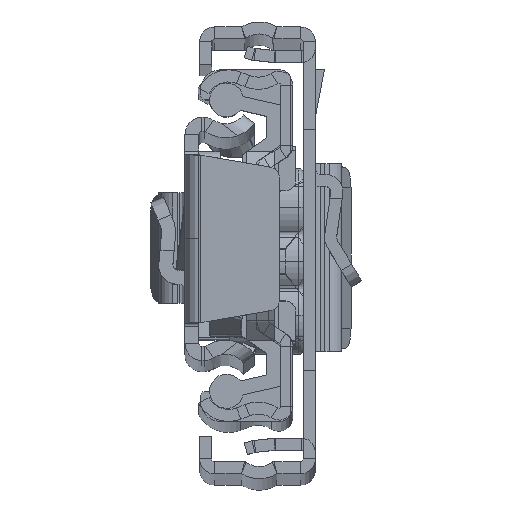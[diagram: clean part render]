
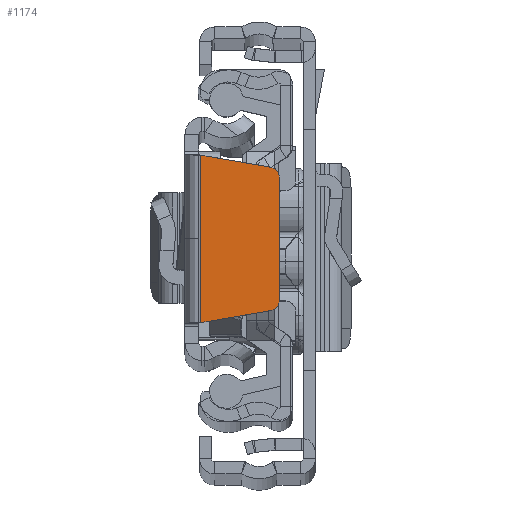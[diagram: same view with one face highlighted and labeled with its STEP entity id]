
A CAD part, top view. The second image highlights one B-rep face of the part: STEP entity #1174.
In plain terms, the highlighted planar face has unit normal (0, 0, 1).
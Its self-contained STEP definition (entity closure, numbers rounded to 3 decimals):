
#96 = EDGE_CURVE ( 'NONE', #6872, #4707, #10525, .T. ) ;
#453 = ORIENTED_EDGE ( 'NONE', *, *, #1748, .T. ) ;
#590 = CARTESIAN_POINT ( 'NONE',  ( 8.568, -7.142, 0. ) ) ;
#720 = ORIENTED_EDGE ( 'NONE', *, *, #4323, .T. ) ;
#1065 = ORIENTED_EDGE ( 'NONE', *, *, #7432, .T. ) ;
#1174 = ADVANCED_FACE ( 'NONE', ( #12970 ), #16234, .F. ) ;
#1471 = ORIENTED_EDGE ( 'NONE', *, *, #96, .T. ) ;
#1537 = CARTESIAN_POINT ( 'NONE',  ( 8.568, 7.142, 0. ) ) ;
#1748 = EDGE_CURVE ( 'NONE', #6926, #18362, #15664, .T. ) ;
#2225 = ORIENTED_EDGE ( 'NONE', *, *, #13826, .T. ) ;
#2323 = VECTOR ( 'NONE', #5676, 1000. ) ;
#2516 = DIRECTION ( 'NONE',  ( 1., 0., 0. ) ) ;
#2904 = CARTESIAN_POINT ( 'NONE',  ( 1.6, 8.333, 0. ) ) ;
#4108 = DIRECTION ( 'NONE',  ( 0., 1., 0. ) ) ;
#4167 = DIRECTION ( 'NONE',  ( 0., 0., -1. ) ) ;
#4323 = EDGE_CURVE ( 'NONE', #18362, #7222, #14821, .T. ) ;
#4556 = ORIENTED_EDGE ( 'NONE', *, *, #14333, .T. ) ;
#4607 = VECTOR ( 'NONE', #4108, 1000. ) ;
#4707 = VERTEX_POINT ( 'NONE', #2904 ) ;
#4911 = EDGE_LOOP ( 'NONE', ( #4556, #453, #720, #1065, #2225, #1471 ) ) ;
#5676 = DIRECTION ( 'NONE',  ( 0., -1., 0. ) ) ;
#5679 = CARTESIAN_POINT ( 'NONE',  ( 8.568, -7.142, 0. ) ) ;
#5827 = CARTESIAN_POINT ( 'NONE',  ( 8.4, 6.156, 0. ) ) ;
#5887 = VERTEX_POINT ( 'NONE', #14878 ) ;
#6872 = VERTEX_POINT ( 'NONE', #1537 ) ;
#6926 = VERTEX_POINT ( 'NONE', #7129 ) ;
#7129 = CARTESIAN_POINT ( 'NONE',  ( 1.6, -8.333, 0. ) ) ;
#7146 = CARTESIAN_POINT ( 'NONE',  ( 8.4, 6.156, 0. ) ) ;
#7222 = VERTEX_POINT ( 'NONE', #21714 ) ;
#7378 = DIRECTION ( 'NONE',  ( 0., 0., 1. ) ) ;
#7432 = EDGE_CURVE ( 'NONE', #7222, #5887, #12366, .T. ) ;
#9768 = CARTESIAN_POINT ( 'NONE',  ( 8.4, -6.156, 0. ) ) ;
#10214 = CARTESIAN_POINT ( 'NONE',  ( 1.6, -8.333, 0. ) ) ;
#10341 = VECTOR ( 'NONE', #15766, 1000. ) ;
#10525 = LINE ( 'NONE', #17205, #12651 ) ;
#11084 = CIRCLE ( 'NONE', #19126, 1. ) ;
#12366 = LINE ( 'NONE', #14103, #4607 ) ;
#12651 = VECTOR ( 'NONE', #18741, 1000. ) ;
#12970 = FACE_OUTER_BOUND ( 'NONE', #4911, .T. ) ;
#13826 = EDGE_CURVE ( 'NONE', #5887, #6872, #11084, .T. ) ;
#14103 = CARTESIAN_POINT ( 'NONE',  ( 9.4, 6.156, 0. ) ) ;
#14333 = EDGE_CURVE ( 'NONE', #4707, #6926, #15663, .T. ) ;
#14512 = AXIS2_PLACEMENT_3D ( 'NONE', #5827, #4167, #2516 ) ;
#14790 = DIRECTION ( 'NONE',  ( 1., 0., 0. ) ) ;
#14821 = CIRCLE ( 'NONE', #15526, 1. ) ;
#14878 = CARTESIAN_POINT ( 'NONE',  ( 9.4, 6.156, 0. ) ) ;
#15526 = AXIS2_PLACEMENT_3D ( 'NONE', #9768, #16332, #14790 ) ;
#15663 = LINE ( 'NONE', #10214, #2323 ) ;
#15664 = LINE ( 'NONE', #5679, #10341 ) ;
#15766 = DIRECTION ( 'NONE',  ( 0.986, 0.168, 0. ) ) ;
#16234 = PLANE ( 'NONE',  #14512 ) ;
#16332 = DIRECTION ( 'NONE',  ( 0., 0., 1. ) ) ;
#16928 = DIRECTION ( 'NONE',  ( 1., 0., 0. ) ) ;
#17205 = CARTESIAN_POINT ( 'NONE',  ( 1.5, 8.35, 0. ) ) ;
#18362 = VERTEX_POINT ( 'NONE', #590 ) ;
#18741 = DIRECTION ( 'NONE',  ( -0.986, 0.168, 0. ) ) ;
#19126 = AXIS2_PLACEMENT_3D ( 'NONE', #7146, #7378, #16928 ) ;
#21714 = CARTESIAN_POINT ( 'NONE',  ( 9.4, -6.156, 0. ) ) ;
